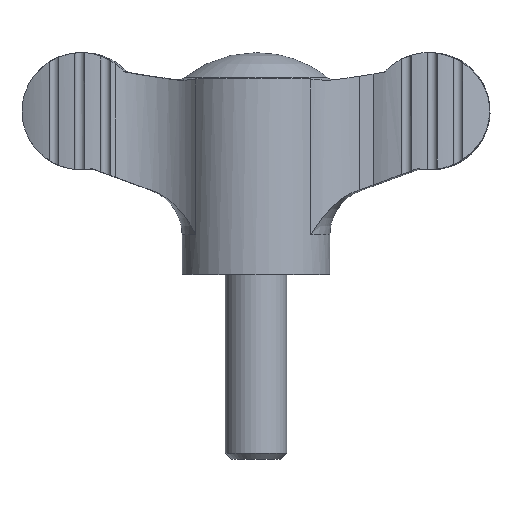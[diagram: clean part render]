
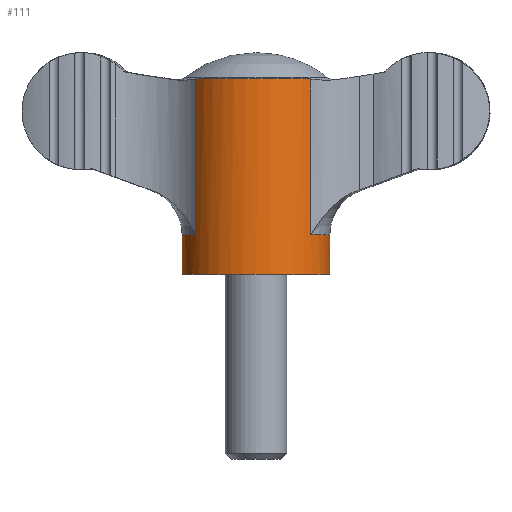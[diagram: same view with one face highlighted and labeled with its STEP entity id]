
A CAD part, top view. The second image highlights one B-rep face of the part: STEP entity #111.
In plain terms, the highlighted cylindrical face has radius 6 mm (diameter 12 mm), a full revolution.
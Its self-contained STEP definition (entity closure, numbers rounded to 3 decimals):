
#111 = ADVANCED_FACE( '', ( #251, #252 ), #253, .T. );
#251 = FACE_OUTER_BOUND( '', #417, .T. );
#252 = FACE_OUTER_BOUND( '', #418, .T. );
#253 = CYLINDRICAL_SURFACE( '', #419, 6. );
#417 = EDGE_LOOP( '', ( #670 ) );
#418 = EDGE_LOOP( '', ( #671, #672, #673, #674, #675, #676, #677, #678 ) );
#419 = AXIS2_PLACEMENT_3D( '', #679, #680, #681 );
#670 = ORIENTED_EDGE( '', *, *, #1082, .F. );
#671 = ORIENTED_EDGE( '', *, *, #1005, .T. );
#672 = ORIENTED_EDGE( '', *, *, #1083, .F. );
#673 = ORIENTED_EDGE( '', *, *, #1084, .F. );
#674 = ORIENTED_EDGE( '', *, *, #1085, .T. );
#675 = ORIENTED_EDGE( '', *, *, #1086, .T. );
#676 = ORIENTED_EDGE( '', *, *, #1087, .F. );
#677 = ORIENTED_EDGE( '', *, *, #1088, .F. );
#678 = ORIENTED_EDGE( '', *, *, #1078, .T. );
#679 = CARTESIAN_POINT( '', ( 0., 0., 0. ) );
#680 = DIRECTION( '', ( 0., 1., 0. ) );
#681 = DIRECTION( '', ( 0., 0., -1. ) );
#1005 = EDGE_CURVE( '', #1200, #1197, #1201, .T. );
#1078 = EDGE_CURVE( '', #1315, #1200, #1320, .T. );
#1082 = EDGE_CURVE( '', #1325, #1325, #1326, .T. );
#1083 = EDGE_CURVE( '', #1327, #1197, #1328, .T. );
#1084 = EDGE_CURVE( '', #1329, #1327, #1330, .T. );
#1085 = EDGE_CURVE( '', #1329, #1331, #1332, .T. );
#1086 = EDGE_CURVE( '', #1331, #1333, #1334, .T. );
#1087 = EDGE_CURVE( '', #1335, #1333, #1336, .T. );
#1088 = EDGE_CURVE( '', #1315, #1335, #1337, .T. );
#1197 = VERTEX_POINT( '', #1498 );
#1200 = VERTEX_POINT( '', #1514 );
#1201 = CIRCLE( '', #1515, 6. );
#1315 = VERTEX_POINT( '', #1797 );
#1320 = LINE( '', #1821, #1822 );
#1325 = VERTEX_POINT( '', #1827 );
#1326 = CIRCLE( '', #1828, 6. );
#1327 = VERTEX_POINT( '', #1829 );
#1328 = LINE( '', #1830, #1831 );
#1329 = VERTEX_POINT( '', #1832 );
#1330 = CIRCLE( '', #1833, 6. );
#1331 = VERTEX_POINT( '', #1834 );
#1332 = LINE( '', #1835, #1836 );
#1333 = VERTEX_POINT( '', #1837 );
#1334 = CIRCLE( '', #1838, 6. );
#1335 = VERTEX_POINT( '', #1839 );
#1336 = LINE( '', #1840, #1841 );
#1337 = CIRCLE( '', #1842, 6. );
#1498 = CARTESIAN_POINT( '', ( 4.446, 3.239, 4.03 ) );
#1514 = CARTESIAN_POINT( '', ( 4.881, 3.239, -3.49 ) );
#1515 = AXIS2_PLACEMENT_3D( '', #2337, #2338, #2339 );
#1797 = CARTESIAN_POINT( '', ( 4.881, 15.862, -3.49 ) );
#1821 = CARTESIAN_POINT( '', ( 4.881, 44.5, -3.49 ) );
#1822 = VECTOR( '', #2382, 1000. );
#1827 = CARTESIAN_POINT( '', ( 0., 0., -6. ) );
#1828 = AXIS2_PLACEMENT_3D( '', #2386, #2387, #2388 );
#1829 = CARTESIAN_POINT( '', ( 4.446, 15.862, 4.03 ) );
#1830 = CARTESIAN_POINT( '', ( 4.446, 44.5, 4.03 ) );
#1831 = VECTOR( '', #2389, 1000. );
#1832 = CARTESIAN_POINT( '', ( -4.881, 15.862, 3.49 ) );
#1833 = AXIS2_PLACEMENT_3D( '', #2390, #2391, #2392 );
#1834 = CARTESIAN_POINT( '', ( -4.881, 3.239, 3.49 ) );
#1835 = CARTESIAN_POINT( '', ( -4.881, 44.5, 3.49 ) );
#1836 = VECTOR( '', #2393, 1000. );
#1837 = CARTESIAN_POINT( '', ( -4.446, 3.239, -4.03 ) );
#1838 = AXIS2_PLACEMENT_3D( '', #2394, #2395, #2396 );
#1839 = CARTESIAN_POINT( '', ( -4.446, 15.862, -4.03 ) );
#1840 = CARTESIAN_POINT( '', ( -4.446, 44.5, -4.03 ) );
#1841 = VECTOR( '', #2397, 1000. );
#1842 = AXIS2_PLACEMENT_3D( '', #2398, #2399, #2400 );
#2337 = CARTESIAN_POINT( '', ( 0., 3.239, 0. ) );
#2338 = DIRECTION( '', ( 0., -1., 0. ) );
#2339 = DIRECTION( '', ( 0., 0., -1. ) );
#2382 = DIRECTION( '', ( 0., -1., 0. ) );
#2386 = CARTESIAN_POINT( '', ( 0., 0., 0. ) );
#2387 = DIRECTION( '', ( 0., -1., 0. ) );
#2388 = DIRECTION( '', ( 0., 0., -1. ) );
#2389 = DIRECTION( '', ( 0., -1., 0. ) );
#2390 = CARTESIAN_POINT( '', ( 0., 15.862, 0. ) );
#2391 = DIRECTION( '', ( 0., 1., 0. ) );
#2392 = DIRECTION( '', ( 0., 0., 1. ) );
#2393 = DIRECTION( '', ( 0., -1., 0. ) );
#2394 = CARTESIAN_POINT( '', ( 0., 3.239, 0. ) );
#2395 = DIRECTION( '', ( 0., -1., 0. ) );
#2396 = DIRECTION( '', ( 0., 0., -1. ) );
#2397 = DIRECTION( '', ( 0., -1., 0. ) );
#2398 = CARTESIAN_POINT( '', ( 0., 15.862, 0. ) );
#2399 = DIRECTION( '', ( 0., 1., 0. ) );
#2400 = DIRECTION( '', ( 0., 0., 1. ) );
